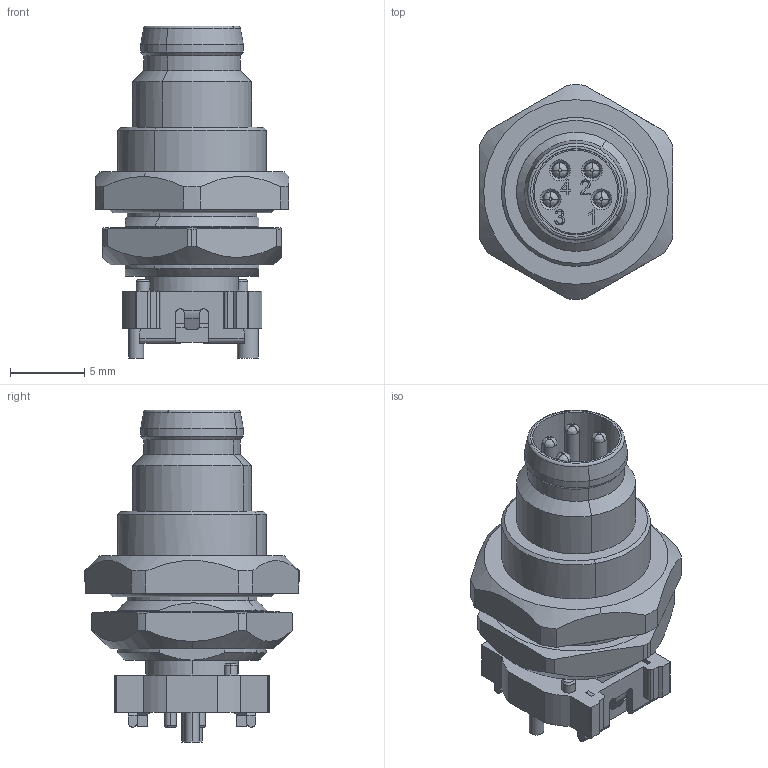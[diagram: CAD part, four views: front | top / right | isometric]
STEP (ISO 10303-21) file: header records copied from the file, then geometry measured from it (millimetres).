
FILE_DESCRIPTION(('CATIA V5R24 STEP','CAx-IF Rec.Pracs.--- Model Styling and Organization---1.2---2011-12-15'),'2;1');
FILE_NAME ('D1461808_1_2422470000_2422470000.stp','2017-08-29T11:59:40+00:00',('none'),('Weidmueller'),'CATIA Version 5-6 Release 2014 SP4 HF52','CATIA V5 STEP AP214','none');
FILE_SCHEMA(('AUTOMOTIVE_DESIGN { 1 0 10303 214 1 1 1 1 }'));
Length unit declared in the file: millimetre
Products named in the file (1): 2422470000
Bounding box: 13 x 14.39 x 22.3 mm (x, y, z)
Volume: 1402.8 mm3; surface area: 2116.2 mm2
Topology: 5 solids, 5 shells, 420 faces, 1125 edges, 742 vertices
Faces by surface type: plane 175, cylinder 138, bspline 55, cone 34, torus 18
Entity records: 14829 total; most frequent: CARTESIAN_POINT 5197, ORIENTED_EDGE 2250, DIRECTION 1497, EDGE_CURVE 1125, VERTEX_POINT 742, AXIS2_PLACEMENT_3D 614, VECTOR 529, LINE 529
